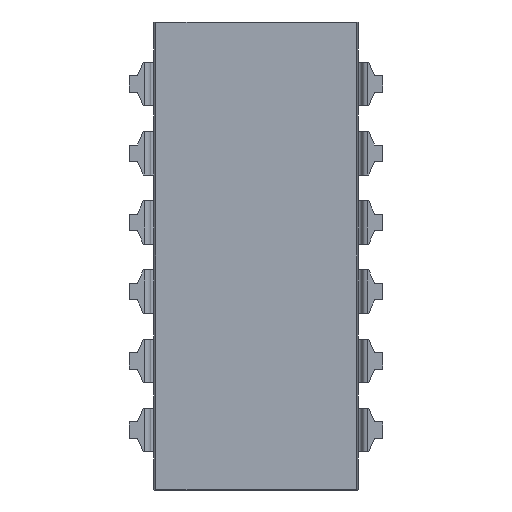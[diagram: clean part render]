
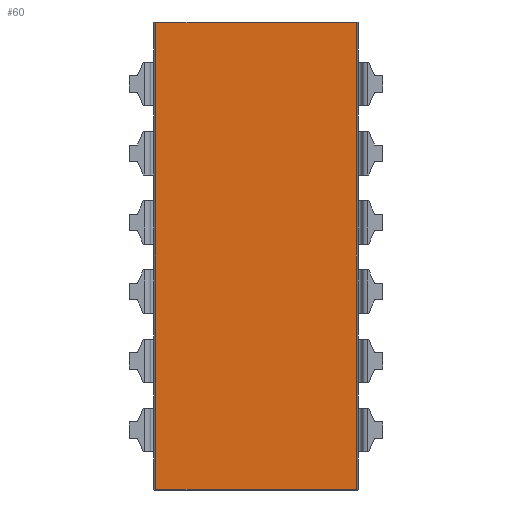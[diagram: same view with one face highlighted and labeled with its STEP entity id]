
A CAD part, front view. The second image highlights one B-rep face of the part: STEP entity #60.
In plain terms, the highlighted planar face has unit normal (0, -1, 0).
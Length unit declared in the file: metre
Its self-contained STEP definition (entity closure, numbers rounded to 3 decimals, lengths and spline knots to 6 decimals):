
#60 = ADVANCED_FACE( '', ( #1052 ), #1053, .F. );
#1052 = FACE_OUTER_BOUND( '', #3038, .T. );
#1053 = PLANE( '', #3039 );
#3038 = EDGE_LOOP( '', ( #5178, #5179, #5180, #5181 ) );
#3039 = AXIS2_PLACEMENT_3D( '', #5182, #5183, #5184 );
#5178 = ORIENTED_EDGE( '', *, *, #13481, .T. );
#5179 = ORIENTED_EDGE( '', *, *, #13482, .T. );
#5180 = ORIENTED_EDGE( '', *, *, #13483, .T. );
#5181 = ORIENTED_EDGE( '', *, *, #13484, .T. );
#5182 = CARTESIAN_POINT( '', ( 0., -0.00175, 0. ) );
#5183 = DIRECTION( '', ( 0., 1., 0. ) );
#5184 = DIRECTION( '', ( 1., 0., 0. ) );
#13481 = EDGE_CURVE( '', #16306, #16307, #16308, .T. );
#13482 = EDGE_CURVE( '', #16307, #16309, #16310, .T. );
#13483 = EDGE_CURVE( '', #16309, #16311, #16312, .T. );
#13484 = EDGE_CURVE( '', #16311, #16306, #16313, .T. );
#16306 = VERTEX_POINT( '', #20885 );
#16307 = VERTEX_POINT( '', #20886 );
#16308 = LINE( '', #20887, #20888 );
#16309 = VERTEX_POINT( '', #20889 );
#16310 = LINE( '', #20890, #20891 );
#16311 = VERTEX_POINT( '', #20892 );
#16312 = LINE( '', #20893, #20894 );
#16313 = LINE( '', #20895, #20896 );
#20885 = CARTESIAN_POINT( '', ( 0.003677, -0.00175, -0.017145 ) );
#20886 = CARTESIAN_POINT( '', ( 0.003677, -0.00175, -0.000025 ) );
#20887 = CARTESIAN_POINT( '', ( 0.003677, -0.00175, -0.017145 ) );
#20888 = VECTOR( '', #27669, 1. );
#20889 = CARTESIAN_POINT( '', ( -0.00367, -0.00175, -0.000025 ) );
#20890 = CARTESIAN_POINT( '', ( 0.003677, -0.00175, -0.000025 ) );
#20891 = VECTOR( '', #27670, 1. );
#20892 = CARTESIAN_POINT( '', ( -0.00367, -0.00175, -0.017145 ) );
#20893 = CARTESIAN_POINT( '', ( -0.00367, -0.00175, -0.000025 ) );
#20894 = VECTOR( '', #27671, 1. );
#20895 = CARTESIAN_POINT( '', ( -0.00367, -0.00175, -0.017145 ) );
#20896 = VECTOR( '', #27672, 1. );
#27669 = DIRECTION( '', ( 0., 0., 1. ) );
#27670 = DIRECTION( '', ( -1., 0., 0. ) );
#27671 = DIRECTION( '', ( 0., 0., -1. ) );
#27672 = DIRECTION( '', ( 1., 0., 0. ) );
